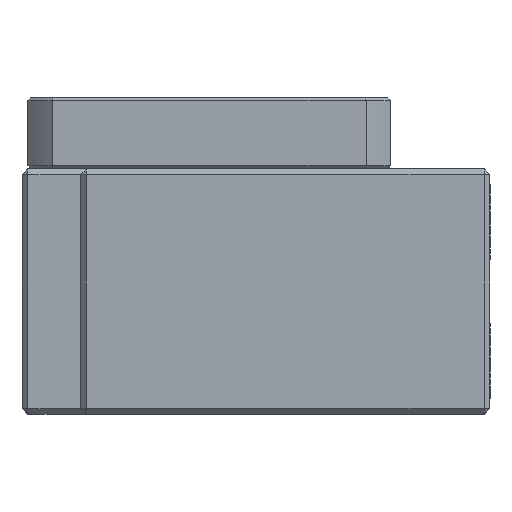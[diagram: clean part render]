
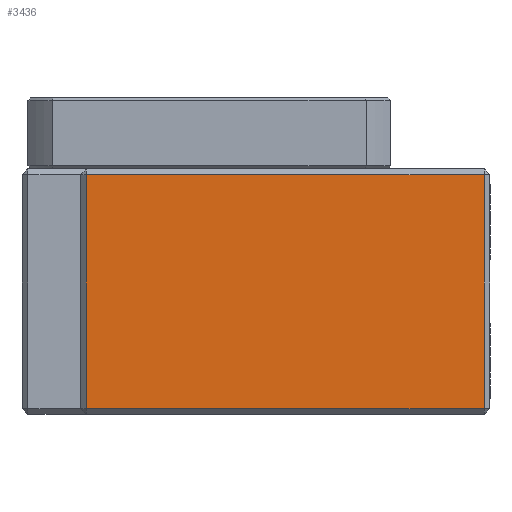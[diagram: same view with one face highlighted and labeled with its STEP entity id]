
A CAD part, left-side view. The second image highlights one B-rep face of the part: STEP entity #3436.
In plain terms, the highlighted planar face has unit normal (-1, 0, 0).
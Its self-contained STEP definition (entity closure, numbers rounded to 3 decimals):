
#157 = EDGE_CURVE ( 'NONE', #4857, #7532, #2798, .T. ) ;
#231 = DIRECTION ( 'NONE',  ( 0., 1., 0. ) ) ;
#232 = PLANE ( 'NONE',  #7611 ) ;
#559 = CARTESIAN_POINT ( 'NONE',  ( -53., 70., 21. ) ) ;
#618 = DIRECTION ( 'NONE',  ( 1., 0., 0. ) ) ;
#660 = CARTESIAN_POINT ( 'NONE',  ( -53., 1., 21. ) ) ;
#1522 = VECTOR ( 'NONE', #11579, 1000. ) ;
#2022 = CARTESIAN_POINT ( 'NONE',  ( -53., 69., -20. ) ) ;
#2798 = LINE ( 'NONE', #7695, #13938 ) ;
#2872 = CARTESIAN_POINT ( 'NONE',  ( -53., 1., -20. ) ) ;
#3436 = ADVANCED_FACE ( 'NONE', ( #6419 ), #232, .F. ) ;
#4137 = CARTESIAN_POINT ( 'NONE',  ( -53., 70., -20. ) ) ;
#4347 = VECTOR ( 'NONE', #6092, 1000. ) ;
#4536 = LINE ( 'NONE', #660, #1522 ) ;
#4857 = VERTEX_POINT ( 'NONE', #2022 ) ;
#5402 = CARTESIAN_POINT ( 'NONE',  ( -53., 1., 20. ) ) ;
#5478 = VERTEX_POINT ( 'NONE', #5402 ) ;
#5661 = ORIENTED_EDGE ( 'NONE', *, *, #10257, .F. ) ;
#5775 = DIRECTION ( 'NONE',  ( 0., -1., 0. ) ) ;
#5987 = ORIENTED_EDGE ( 'NONE', *, *, #11097, .T. ) ;
#6092 = DIRECTION ( 'NONE',  ( 0., -1., 0. ) ) ;
#6162 = CARTESIAN_POINT ( 'NONE',  ( -53., 69., 20. ) ) ;
#6419 = FACE_OUTER_BOUND ( 'NONE', #13160, .T. ) ;
#6682 = VECTOR ( 'NONE', #5775, 1000. ) ;
#7532 = VERTEX_POINT ( 'NONE', #6162 ) ;
#7611 = AXIS2_PLACEMENT_3D ( 'NONE', #559, #618, #231 ) ;
#7695 = CARTESIAN_POINT ( 'NONE',  ( -53., 69., 21. ) ) ;
#7725 = DIRECTION ( 'NONE',  ( 0., 0., 1. ) ) ;
#9837 = LINE ( 'NONE', #9994, #6682 ) ;
#9994 = CARTESIAN_POINT ( 'NONE',  ( -53., 70., 20. ) ) ;
#10032 = LINE ( 'NONE', #4137, #4347 ) ;
#10257 = EDGE_CURVE ( 'NONE', #5478, #11938, #4536, .T. ) ;
#11097 = EDGE_CURVE ( 'NONE', #4857, #11938, #10032, .T. ) ;
#11303 = ORIENTED_EDGE ( 'NONE', *, *, #12168, .F. ) ;
#11579 = DIRECTION ( 'NONE',  ( 0., 0., -1. ) ) ;
#11938 = VERTEX_POINT ( 'NONE', #2872 ) ;
#12168 = EDGE_CURVE ( 'NONE', #7532, #5478, #9837, .T. ) ;
#13160 = EDGE_LOOP ( 'NONE', ( #5661, #11303, #14189, #5987 ) ) ;
#13938 = VECTOR ( 'NONE', #7725, 1000. ) ;
#14189 = ORIENTED_EDGE ( 'NONE', *, *, #157, .F. ) ;
